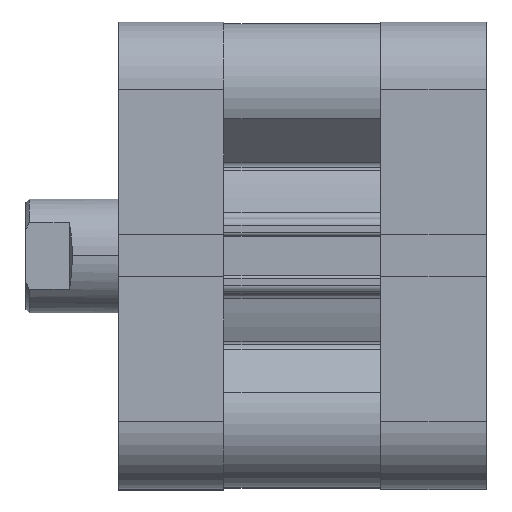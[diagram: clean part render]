
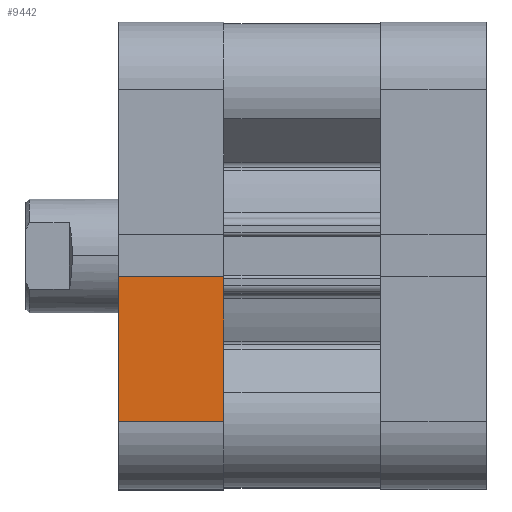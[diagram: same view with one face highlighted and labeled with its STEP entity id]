
A CAD part, top view. The second image highlights one B-rep face of the part: STEP entity #9442.
In plain terms, the highlighted planar face has unit normal (0, 0, 1).
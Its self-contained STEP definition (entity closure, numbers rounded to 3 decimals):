
#716 = ORIENTED_EDGE ( 'NONE', *, *, #2957, .T. ) ;
#717 = ORIENTED_EDGE ( 'NONE', *, *, #2888, .T. ) ;
#718 = ORIENTED_EDGE ( 'NONE', *, *, #2962, .T. ) ;
#719 = ORIENTED_EDGE ( 'NONE', *, *, #2958, .F. ) ;
#1808 = FACE_OUTER_BOUND ( 'NONE', #10043, .T. ) ;
#2888 = EDGE_CURVE ( 'NONE', #8739, #8255, #7034, .T. ) ;
#2957 = EDGE_CURVE ( 'NONE', #8255, #8706, #7272, .T. ) ;
#2958 = EDGE_CURVE ( 'NONE', #8158, #8706, #7275, .T. ) ;
#2962 = EDGE_CURVE ( 'NONE', #8158, #8739, #7252, .T. ) ;
#4586 = DIRECTION ( 'NONE',  ( -1., 0., 0. ) ) ;
#4589 = DIRECTION ( 'NONE',  ( 0., 0., -1. ) ) ;
#4598 = CARTESIAN_POINT ( 'NONE',  ( -13.071, 0., 32.75 ) ) ;
#4602 = PLANE ( 'NONE',  #5083 ) ;
#5083 = AXIS2_PLACEMENT_3D ( 'NONE', #4598, #4589, #4586 ) ;
#6239 = CARTESIAN_POINT ( 'NONE',  ( -13.071, -23.25, 32.75 ) ) ;
#6288 = DIRECTION ( 'NONE',  ( 0., -1., 0. ) ) ;
#6430 = CARTESIAN_POINT ( 'NONE',  ( -27.821, -2.97, 32.75 ) ) ;
#6458 = CARTESIAN_POINT ( 'NONE',  ( -13.071, -23.25, 32.75 ) ) ;
#6760 = CARTESIAN_POINT ( 'NONE',  ( -27.821, -23.25, 32.75 ) ) ;
#6848 = CARTESIAN_POINT ( 'NONE',  ( -13.071, -2.97, 32.75 ) ) ;
#7029 = CARTESIAN_POINT ( 'NONE',  ( -13.071, 0., 32.75 ) ) ;
#7030 = DIRECTION ( 'NONE',  ( 1., 0., 0. ) ) ;
#7031 = VECTOR ( 'NONE', #7712, 1000. ) ;
#7034 = LINE ( 'NONE', #7741, #7031 ) ;
#7252 = LINE ( 'NONE', #8065, #7286 ) ;
#7272 = LINE ( 'NONE', #6239, #7274 ) ;
#7274 = VECTOR ( 'NONE', #7030, 1000. ) ;
#7275 = LINE ( 'NONE', #7029, #7278 ) ;
#7278 = VECTOR ( 'NONE', #6288, 1000. ) ;
#7286 = VECTOR ( 'NONE', #8064, 1000. ) ;
#7712 = DIRECTION ( 'NONE',  ( 0., -1., 0. ) ) ;
#7741 = CARTESIAN_POINT ( 'NONE',  ( -27.821, 0., 32.75 ) ) ;
#8064 = DIRECTION ( 'NONE',  ( -1., 0., 0. ) ) ;
#8065 = CARTESIAN_POINT ( 'NONE',  ( -13.071, -2.97, 32.75 ) ) ;
#8158 = VERTEX_POINT ( 'NONE', #6848 ) ;
#8255 = VERTEX_POINT ( 'NONE', #6760 ) ;
#8706 = VERTEX_POINT ( 'NONE', #6458 ) ;
#8739 = VERTEX_POINT ( 'NONE', #6430 ) ;
#9442 = ADVANCED_FACE ( 'NONE', ( #1808 ), #4602, .F. ) ;
#10043 = EDGE_LOOP ( 'NONE', ( #719, #718, #717, #716 ) ) ;
